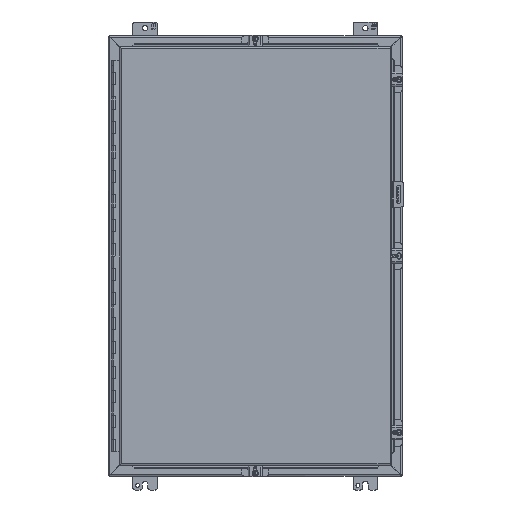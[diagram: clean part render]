
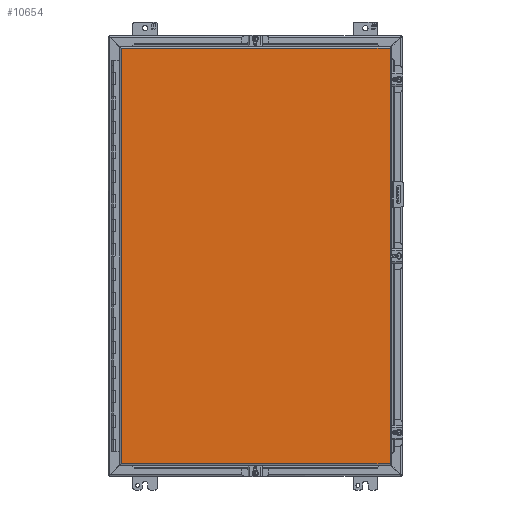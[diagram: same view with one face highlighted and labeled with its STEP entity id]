
A CAD part, front view. The second image highlights one B-rep face of the part: STEP entity #10654.
In plain terms, the highlighted planar face has unit normal (0, -1, 0).
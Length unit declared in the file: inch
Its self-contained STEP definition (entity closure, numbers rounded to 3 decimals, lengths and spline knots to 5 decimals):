
#1912 = DIRECTION ( 'NONE',  ( -1., 0., 0. ) ) ;
#3507 = VERTEX_POINT ( 'NONE', #23284 ) ;
#3940 = CARTESIAN_POINT ( 'NONE',  ( -10.954, -9.174, 1.0055 ) ) ;
#4164 = CARTESIAN_POINT ( 'NONE',  ( 11.018, -9.174, 34.9945 ) ) ;
#5384 = VERTEX_POINT ( 'NONE', #25991 ) ;
#7098 = EDGE_CURVE ( 'NONE', #43599, #5384, #16801, .T. ) ;
#8406 = LINE ( 'NONE', #4164, #35457 ) ;
#10382 = CARTESIAN_POINT ( 'NONE',  ( 11.018, -9.174, 1.0055 ) ) ;
#10654 = ADVANCED_FACE ( 'NONE', ( #17193 ), #12407, .T. ) ;
#12218 = DIRECTION ( 'NONE',  ( 0., 0., 1. ) ) ;
#12407 = PLANE ( 'NONE',  #19990 ) ;
#14549 = DIRECTION ( 'NONE',  ( 1., 0., 0. ) ) ;
#15261 = EDGE_CURVE ( 'NONE', #3507, #34291, #27859, .T. ) ;
#15386 = EDGE_CURVE ( 'NONE', #34291, #43599, #50875, .T. ) ;
#16801 = LINE ( 'NONE', #44727, #34214 ) ;
#16911 = DIRECTION ( 'NONE',  ( 0., 0., -1. ) ) ;
#17193 = FACE_OUTER_BOUND ( 'NONE', #36381, .T. ) ;
#17924 = ORIENTED_EDGE ( 'NONE', *, *, #15261, .F. ) ;
#19990 = AXIS2_PLACEMENT_3D ( 'NONE', #3940, #25106, #16911 ) ;
#22118 = ORIENTED_EDGE ( 'NONE', *, *, #7098, .F. ) ;
#23284 = CARTESIAN_POINT ( 'NONE',  ( 11.018, -9.174, 1.0055 ) ) ;
#25106 = DIRECTION ( 'NONE',  ( 0., -1., 0. ) ) ;
#25991 = CARTESIAN_POINT ( 'NONE',  ( 11.018, -9.174, 34.9945 ) ) ;
#26599 = ORIENTED_EDGE ( 'NONE', *, *, #43688, .F. ) ;
#27859 = LINE ( 'NONE', #10382, #42678 ) ;
#33953 = CARTESIAN_POINT ( 'NONE',  ( -10.954, -9.174, 1.0055 ) ) ;
#34214 = VECTOR ( 'NONE', #14549, 39.37008 ) ;
#34291 = VERTEX_POINT ( 'NONE', #50856 ) ;
#35457 = VECTOR ( 'NONE', #38597, 39.37008 ) ;
#36381 = EDGE_LOOP ( 'NONE', ( #26599, #22118, #45562, #17924 ) ) ;
#38597 = DIRECTION ( 'NONE',  ( 0., 0., -1. ) ) ;
#42678 = VECTOR ( 'NONE', #1912, 39.37008 ) ;
#43599 = VERTEX_POINT ( 'NONE', #51850 ) ;
#43688 = EDGE_CURVE ( 'NONE', #5384, #3507, #8406, .T. ) ;
#44727 = CARTESIAN_POINT ( 'NONE',  ( -10.954, -9.174, 34.9945 ) ) ;
#45375 = VECTOR ( 'NONE', #12218, 39.37008 ) ;
#45562 = ORIENTED_EDGE ( 'NONE', *, *, #15386, .F. ) ;
#50856 = CARTESIAN_POINT ( 'NONE',  ( -10.954, -9.174, 1.0055 ) ) ;
#50875 = LINE ( 'NONE', #33953, #45375 ) ;
#51850 = CARTESIAN_POINT ( 'NONE',  ( -10.954, -9.174, 34.9945 ) ) ;
